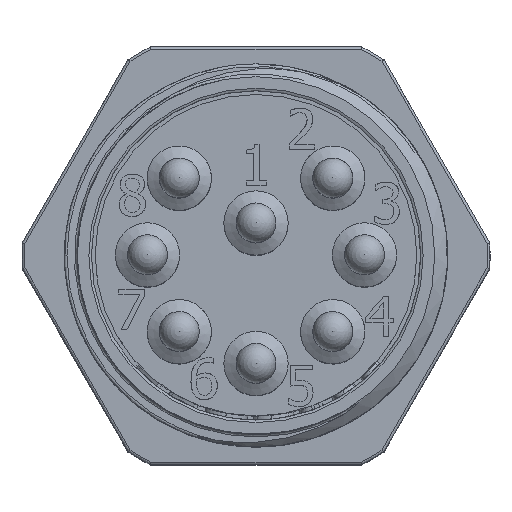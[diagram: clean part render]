
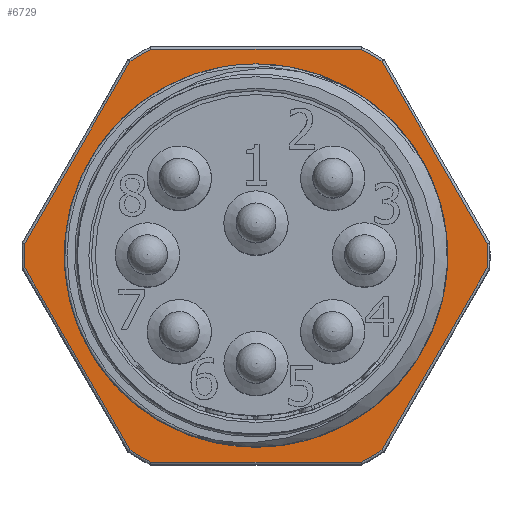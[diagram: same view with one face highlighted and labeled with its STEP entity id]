
A CAD part, top view. The second image highlights one B-rep face of the part: STEP entity #6729.
In plain terms, the highlighted planar face has unit normal (0, 0, 1).
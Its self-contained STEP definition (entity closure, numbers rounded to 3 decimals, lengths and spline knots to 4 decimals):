
#372=LINE($,#27859,#782);
#373=LINE($,#27863,#783);
#374=LINE($,#27867,#784);
#375=LINE($,#27871,#785);
#376=LINE($,#27874,#786);
#377=LINE($,#27876,#787);
#782=VECTOR($,#8052,0.4084);
#783=VECTOR($,#8055,0.4084);
#784=VECTOR($,#8058,0.4084);
#785=VECTOR($,#8061,0.4084);
#786=VECTOR($,#8064,0.4084);
#787=VECTOR($,#8065,0.4084);
#1501=PLANE($,#7132);
#1662=FACE_BOUND($,#2388,.T.);
#1932=FACE_OUTER_BOUND($,#2387,.T.);
#2387=EDGE_LOOP($,(#5418,#5419,#5420,#5421,#5422,#5423,#5424,#5425,#5426,
#5427,#5428,#5429));
#2388=EDGE_LOOP($,(#5430));
#2600=CIRCLE($,#7071,0.363);
#2603=CIRCLE($,#7076,0.45);
#2635=CIRCLE($,#7133,0.45);
#2636=CIRCLE($,#7134,0.45);
#2637=CIRCLE($,#7135,0.45);
#2638=CIRCLE($,#7136,0.45);
#2639=CIRCLE($,#7137,0.45);
#3097=VERTEX_POINT($,#22627);
#3100=VERTEX_POINT($,#22635);
#3101=VERTEX_POINT($,#22636);
#3168=VERTEX_POINT($,#27857);
#3169=VERTEX_POINT($,#27858);
#3170=VERTEX_POINT($,#27860);
#3171=VERTEX_POINT($,#27862);
#3172=VERTEX_POINT($,#27864);
#3173=VERTEX_POINT($,#27866);
#3174=VERTEX_POINT($,#27868);
#3175=VERTEX_POINT($,#27870);
#3176=VERTEX_POINT($,#27872);
#3177=VERTEX_POINT($,#27875);
#3893=EDGE_CURVE($,#3097,#3097,#2600,.T.);
#3896=EDGE_CURVE($,#3100,#3101,#2603,.T.);
#3973=EDGE_CURVE($,#3168,#3169,#372,.T.);
#3974=EDGE_CURVE($,#3169,#3170,#2635,.T.);
#3975=EDGE_CURVE($,#3170,#3171,#373,.T.);
#3976=EDGE_CURVE($,#3171,#3172,#2636,.T.);
#3977=EDGE_CURVE($,#3172,#3173,#374,.T.);
#3978=EDGE_CURVE($,#3173,#3174,#2637,.T.);
#3979=EDGE_CURVE($,#3174,#3175,#375,.T.);
#3980=EDGE_CURVE($,#3175,#3176,#2638,.T.);
#3981=EDGE_CURVE($,#3176,#3100,#376,.T.);
#3982=EDGE_CURVE($,#3101,#3177,#377,.T.);
#3983=EDGE_CURVE($,#3177,#3168,#2639,.T.);
#5418=ORIENTED_EDGE($,*,*,#3973,.T.);
#5419=ORIENTED_EDGE($,*,*,#3974,.T.);
#5420=ORIENTED_EDGE($,*,*,#3975,.T.);
#5421=ORIENTED_EDGE($,*,*,#3976,.T.);
#5422=ORIENTED_EDGE($,*,*,#3977,.T.);
#5423=ORIENTED_EDGE($,*,*,#3978,.T.);
#5424=ORIENTED_EDGE($,*,*,#3979,.T.);
#5425=ORIENTED_EDGE($,*,*,#3980,.T.);
#5426=ORIENTED_EDGE($,*,*,#3981,.T.);
#5427=ORIENTED_EDGE($,*,*,#3896,.T.);
#5428=ORIENTED_EDGE($,*,*,#3982,.T.);
#5429=ORIENTED_EDGE($,*,*,#3983,.T.);
#5430=ORIENTED_EDGE($,*,*,#3893,.T.);
#6729=ADVANCED_FACE($,(#1932,#1662),#1501,.F.);
#7071=AXIS2_PLACEMENT_3D($,#22628,#7925,#7926);
#7076=AXIS2_PLACEMENT_3D($,#22637,#7935,#7936);
#7132=AXIS2_PLACEMENT_3D($,#27856,#8050,#8051);
#7133=AXIS2_PLACEMENT_3D($,#27861,#8053,#8054);
#7134=AXIS2_PLACEMENT_3D($,#27865,#8056,#8057);
#7135=AXIS2_PLACEMENT_3D($,#27869,#8059,#8060);
#7136=AXIS2_PLACEMENT_3D($,#27873,#8062,#8063);
#7137=AXIS2_PLACEMENT_3D($,#27877,#8066,#8067);
#7925=DIRECTION('center_axis',(0.,0.,-1.));
#7926=DIRECTION('ref_axis',(1.,0.,0.));
#7935=DIRECTION('center_axis',(0.,0.,1.));
#7936=DIRECTION('ref_axis',(1.,0.,0.));
#8050=DIRECTION('center_axis',(0.,0.,-1.));
#8051=DIRECTION('ref_axis',(-1.,0.,0.));
#8052=DIRECTION($,(-1.,0.,0.));
#8053=DIRECTION('center_axis',(0.,0.,1.));
#8054=DIRECTION('ref_axis',(1.,0.,0.));
#8055=DIRECTION($,(-0.5,-0.866,0.));
#8056=DIRECTION('center_axis',(0.,0.,1.));
#8057=DIRECTION('ref_axis',(1.,0.,0.));
#8058=DIRECTION($,(0.5,-0.866,0.));
#8059=DIRECTION('center_axis',(0.,0.,1.));
#8060=DIRECTION('ref_axis',(1.,0.,0.));
#8061=DIRECTION($,(1.,0.,0.));
#8062=DIRECTION('center_axis',(0.,0.,1.));
#8063=DIRECTION('ref_axis',(1.,0.,0.));
#8064=DIRECTION($,(0.5,0.866,0.));
#8065=DIRECTION($,(-0.5,0.866,0.));
#8066=DIRECTION('center_axis',(0.,0.,1.));
#8067=DIRECTION('ref_axis',(1.,0.,0.));
#22627=CARTESIAN_POINT('',(0.363,0.,0.25));
#22628=CARTESIAN_POINT('Origin',(0.,0.,
0.25));
#22635=CARTESIAN_POINT('',(0.4494,-0.0237,0.25));
#22636=CARTESIAN_POINT('',(0.4494,0.0237,0.25));
#22637=CARTESIAN_POINT('Origin',(0.,0.,
0.25));
#27856=CARTESIAN_POINT('Origin',(0.2344,-0.406,0.25));
#27857=CARTESIAN_POINT('',(0.2042,0.401,0.25));
#27858=CARTESIAN_POINT('',(-0.2042,0.401,0.25));
#27859=CARTESIAN_POINT($,(0.2042,0.401,0.25));
#27860=CARTESIAN_POINT('',(-0.2452,0.3773,0.25));
#27861=CARTESIAN_POINT('Origin',(0.,0.,
0.25));
#27862=CARTESIAN_POINT('',(-0.4494,0.0237,0.25));
#27863=CARTESIAN_POINT($,(-0.2452,0.3773,0.25));
#27864=CARTESIAN_POINT('',(-0.4494,-0.0237,0.25));
#27865=CARTESIAN_POINT('Origin',(0.,0.,
0.25));
#27866=CARTESIAN_POINT('',(-0.2452,-0.3773,0.25));
#27867=CARTESIAN_POINT($,(-0.4494,-0.0237,0.25));
#27868=CARTESIAN_POINT('',(-0.2042,-0.401,0.25));
#27869=CARTESIAN_POINT('Origin',(0.,0.,
0.25));
#27870=CARTESIAN_POINT('',(0.2042,-0.401,0.25));
#27871=CARTESIAN_POINT($,(-0.2042,-0.401,0.25));
#27872=CARTESIAN_POINT('',(0.2452,-0.3773,0.25));
#27873=CARTESIAN_POINT('Origin',(0.,0.,
0.25));
#27874=CARTESIAN_POINT($,(0.2452,-0.3773,0.25));
#27875=CARTESIAN_POINT('',(0.2452,0.3773,0.25));
#27876=CARTESIAN_POINT($,(0.4494,0.0237,0.25));
#27877=CARTESIAN_POINT('Origin',(0.,0.,
0.25));
